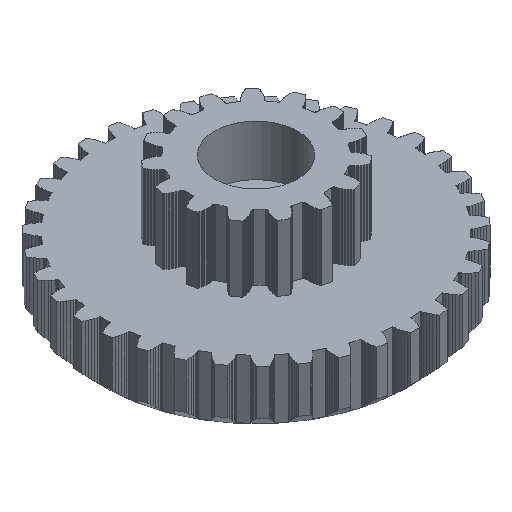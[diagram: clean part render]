
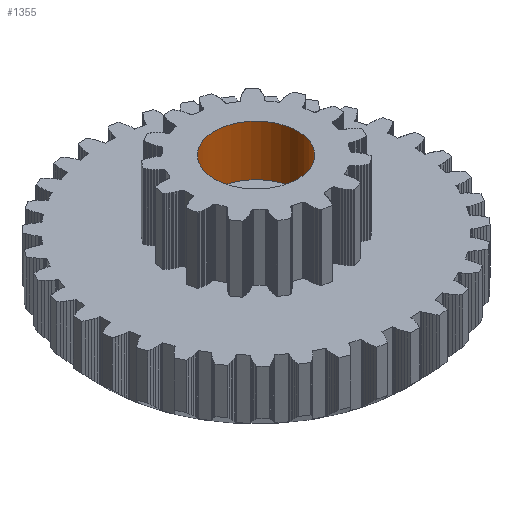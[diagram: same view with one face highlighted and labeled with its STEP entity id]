
A CAD part, isometric view. The second image highlights one B-rep face of the part: STEP entity #1355.
In plain terms, the highlighted cylindrical face has radius 4.1 mm (diameter 8.2 mm), a full revolution.
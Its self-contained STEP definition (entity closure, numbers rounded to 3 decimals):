
#1355=ADVANCED_FACE('',(#10451,#10453),#10455,.F.);
#10451=FACE_OUTER_BOUND('',#10452,.T.);
#10452=EDGE_LOOP('',(#18232));
#10453=FACE_OUTER_BOUND('',#10454,.T.);
#10454=EDGE_LOOP('',(#18233));
#10455=CYLINDRICAL_SURFACE('',#10456,4.1);
#10456=AXIS2_PLACEMENT_3D('',#10457,#10458,#10459);
#10457=CARTESIAN_POINT('',(0.,0.,7.5));
#10458=DIRECTION('',(0.,0.,1.));
#10459=DIRECTION('',(1.,0.,0.));
#18232=ORIENTED_EDGE('',*,*,#22115,.F.);
#18233=ORIENTED_EDGE('',*,*,#22117,.F.);
#22115=EDGE_CURVE('',#28582,#28582,#28583,.F.);
#22117=EDGE_CURVE('',#28586,#28586,#28587,.T.);
#28582=VERTEX_POINT('',#44904);
#28583=CIRCLE('',#44905,4.1);
#28586=VERTEX_POINT('',#44914);
#28587=CIRCLE('',#44915,4.1);
#44904=CARTESIAN_POINT('',(4.1,0.,12.5));
#44905=AXIS2_PLACEMENT_3D('',#44906,#44907,#44908);
#44906=CARTESIAN_POINT('',(0.,0.,12.5));
#44907=DIRECTION('',(0.,0.,1.));
#44908=DIRECTION('',(1.,0.,0.));
#44914=CARTESIAN_POINT('',(4.1,0.,7.5));
#44915=AXIS2_PLACEMENT_3D('',#44916,#44917,#44918);
#44916=CARTESIAN_POINT('',(0.,0.,7.5));
#44917=DIRECTION('',(0.,0.,1.));
#44918=DIRECTION('',(1.,0.,0.));
